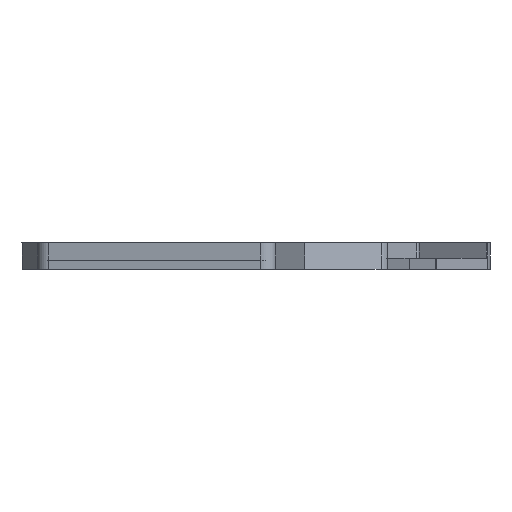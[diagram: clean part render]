
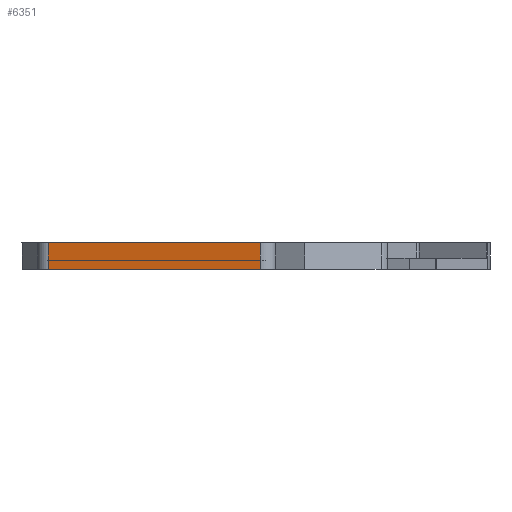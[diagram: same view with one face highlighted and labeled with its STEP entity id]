
A CAD part, left-side view. The second image highlights one B-rep face of the part: STEP entity #6351.
In plain terms, the highlighted planar face has unit normal (-0.978, 0.208, 0).
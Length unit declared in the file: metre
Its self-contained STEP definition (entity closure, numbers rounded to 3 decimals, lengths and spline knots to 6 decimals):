
#1383=ORIENTED_EDGE('',*,*,#3041,.T.);
#1384=ORIENTED_EDGE('',*,*,#2425,.T.);
#1385=ORIENTED_EDGE('',*,*,#3039,.F.);
#1386=ORIENTED_EDGE('',*,*,#3042,.F.);
#2425=EDGE_CURVE('',#3376,#3375,#3967,.T.);
#3039=EDGE_CURVE('',#3834,#3375,#4415,.T.);
#3041=EDGE_CURVE('',#3835,#3376,#4416,.T.);
#3042=EDGE_CURVE('',#3835,#3834,#4417,.T.);
#3375=VERTEX_POINT('',#9174);
#3376=VERTEX_POINT('',#9176);
#3834=VERTEX_POINT('',#10380);
#3835=VERTEX_POINT('',#10384);
#3967=LINE('',#9175,#4646);
#4415=LINE('',#10379,#5094);
#4416=LINE('',#10383,#5095);
#4417=LINE('',#10385,#5096);
#4646=VECTOR('',#7282,1.);
#5094=VECTOR('',#8326,1.);
#5095=VECTOR('',#8331,1.);
#5096=VECTOR('',#8332,1.);
#5421=EDGE_LOOP('',(#1383,#1384,#1385,#1386));
#5794=FACE_BOUND('',#5421,.T.);
#6125=PLANE('',#6911);
#6351=ADVANCED_FACE('',(#5794),#6125,.F.);
#6911=AXIS2_PLACEMENT_3D('',#10382,#8329,#8330);
#7282=DIRECTION('',(0.208,0.978,0.));
#8326=DIRECTION('',(0.,0.,1.));
#8329=DIRECTION('',(0.978,-0.208,0.));
#8330=DIRECTION('',(0.208,0.978,0.));
#8331=DIRECTION('',(0.,0.,1.));
#8332=DIRECTION('',(0.208,0.978,0.));
#9174=CARTESIAN_POINT('',(-0.121296,0.046989,0.004));
#9175=CARTESIAN_POINT('',(-0.126388,0.023034,0.004));
#9176=CARTESIAN_POINT('',(-0.13148,-0.000922,0.004));
#10379=CARTESIAN_POINT('',(-0.121296,0.046989,-0.002));
#10380=CARTESIAN_POINT('',(-0.121296,0.046989,-0.002));
#10382=CARTESIAN_POINT('',(-0.126388,0.023034,-0.002));
#10383=CARTESIAN_POINT('',(-0.13148,-0.000922,-0.002));
#10384=CARTESIAN_POINT('',(-0.13148,-0.000922,-0.002));
#10385=CARTESIAN_POINT('',(-0.126388,0.023034,-0.002));
